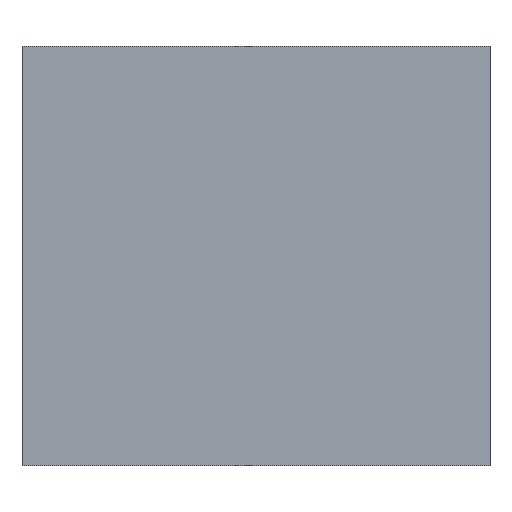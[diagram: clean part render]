
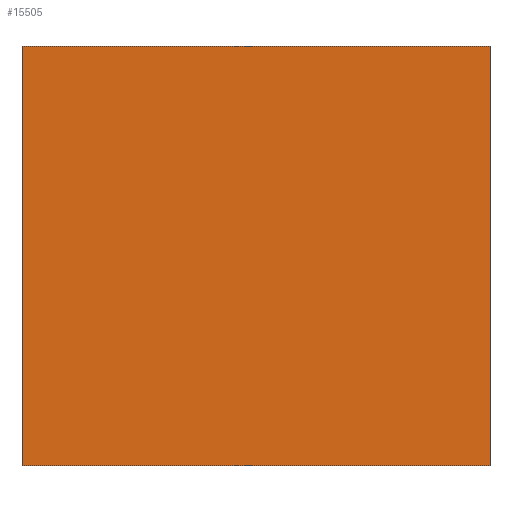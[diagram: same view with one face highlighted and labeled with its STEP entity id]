
A CAD part, left-side view. The second image highlights one B-rep face of the part: STEP entity #15505.
In plain terms, the highlighted planar face has unit normal (-1, 0, 0).
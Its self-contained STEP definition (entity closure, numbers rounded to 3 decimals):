
#1663=FACE_OUTER_BOUND('',#2596,.T.);
#2596=EDGE_LOOP('',(#14071,#14072,#14073,#14074));
#3218=LINE('',#23570,#4934);
#4309=LINE('',#27358,#6025);
#4310=LINE('',#27361,#6026);
#4312=LINE('',#27364,#6028);
#4934=VECTOR('',#17237,10.);
#6025=VECTOR('',#19424,10.);
#6026=VECTOR('',#19427,10.);
#6028=VECTOR('',#19431,10.);
#6672=VERTEX_POINT('',#23567);
#6673=VERTEX_POINT('',#23569);
#7488=VERTEX_POINT('',#27356);
#7489=VERTEX_POINT('',#27360);
#8447=EDGE_CURVE('',#6673,#6672,#3218,.T.);
#9681=EDGE_CURVE('',#6672,#7488,#4309,.T.);
#9682=EDGE_CURVE('',#7489,#6673,#4310,.T.);
#9684=EDGE_CURVE('',#7488,#7489,#4312,.T.);
#14071=ORIENTED_EDGE('',*,*,#9684,.T.);
#14072=ORIENTED_EDGE('',*,*,#9682,.T.);
#14073=ORIENTED_EDGE('',*,*,#8447,.T.);
#14074=ORIENTED_EDGE('',*,*,#9681,.T.);
#14671=PLANE('',#16251);
#15505=ADVANCED_FACE('',(#1663),#14671,.T.);
#16251=AXIS2_PLACEMENT_3D('',#27365,#19432,#19433);
#17237=DIRECTION('',(0.,1.,0.));
#19424=DIRECTION('',(0.,0.,-1.));
#19427=DIRECTION('',(0.,0.,1.));
#19431=DIRECTION('',(0.,-1.,0.));
#19432=DIRECTION('center_axis',(-1.,0.,0.));
#19433=DIRECTION('ref_axis',(0.,0.,1.));
#23567=CARTESIAN_POINT('',(-52.,533.228,0.));
#23569=CARTESIAN_POINT('',(-52.,0.,0.));
#23570=CARTESIAN_POINT('',(-52.,533.228,0.));
#27356=CARTESIAN_POINT('',(-52.,533.228,-478.367));
#27358=CARTESIAN_POINT('',(-52.,533.228,-478.367));
#27360=CARTESIAN_POINT('',(-52.,0.,-478.367));
#27361=CARTESIAN_POINT('',(-52.,0.,0.));
#27364=CARTESIAN_POINT('',(-52.,0.,-478.367));
#27365=CARTESIAN_POINT('Origin',(-52.,266.614,-239.183));
